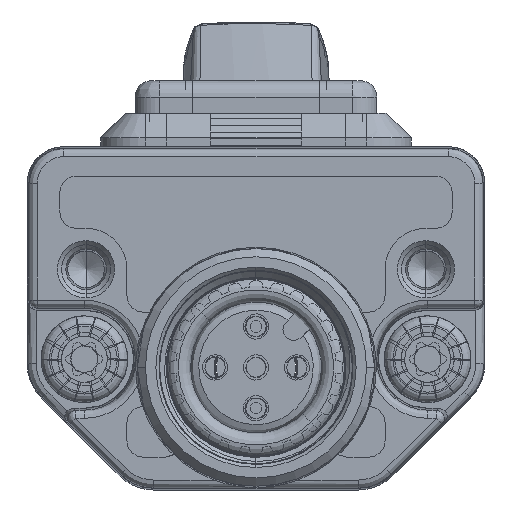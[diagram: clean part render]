
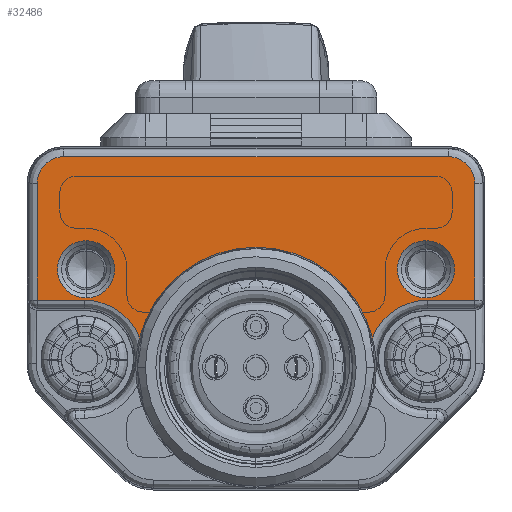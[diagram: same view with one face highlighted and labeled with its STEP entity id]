
A CAD part, left-side view. The second image highlights one B-rep face of the part: STEP entity #32486.
In plain terms, the highlighted face is planar.
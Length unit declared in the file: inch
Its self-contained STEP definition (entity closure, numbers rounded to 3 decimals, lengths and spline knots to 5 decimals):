
#27445=CARTESIAN_POINT('',(13.,13.5,10.3923));
#27446=DIRECTION('',(-1.,0.,0.));
#27447=DIRECTION('',(0.,1.,0.));
#27448=AXIS2_PLACEMENT_3D('',#27445,#27446,#27447);
#27450=CARTESIAN_POINT('',(13.,13.5,10.3923));
#27451=DIRECTION('',(-1.,0.,0.));
#27452=DIRECTION('',(0.,-1.,0.));
#27453=AXIS2_PLACEMENT_3D('',#27450,#27451,#27452);
#27455=CARTESIAN_POINT('',(13.,13.5,-10.3923));
#27456=DIRECTION('',(-1.,0.,0.));
#27457=DIRECTION('',(0.,-1.,0.));
#27458=AXIS2_PLACEMENT_3D('',#27455,#27456,#27457);
#27460=CARTESIAN_POINT('',(13.,13.5,-10.3923));
#27461=DIRECTION('',(-1.,0.,0.));
#27462=DIRECTION('',(0.,1.,0.));
#27463=AXIS2_PLACEMENT_3D('',#27460,#27461,#27462);
#27465=CARTESIAN_POINT('',(13.,8.,-10.5));
#27466=DIRECTION('',(-1.,0.,0.));
#27467=DIRECTION('',(0.,0.359,0.933));
#27468=AXIS2_PLACEMENT_3D('',#27465,#27466,#27467);
#27470=CARTESIAN_POINT('',(13.,7.5,0.));
#27471=DIRECTION('',(1.,0.,0.));
#27472=DIRECTION('',(0.,0.244,-0.97));
#27473=AXIS2_PLACEMENT_3D('',#27470,#27471,#27472);
#27475=CARTESIAN_POINT('',(13.,8.,10.5));
#27476=DIRECTION('',(-1.,0.,0.));
#27477=DIRECTION('',(0.,1.,0.));
#27478=AXIS2_PLACEMENT_3D('',#27475,#27476,#27477);
#27480=DIRECTION('',(0.,0.,-1.));
#27481=VECTOR('',#27480,2.8909);
#27482=CARTESIAN_POINT('',(13.,11.61353,13.3909));
#27483=LINE('',#27482,#27481);
#27484=DIRECTION('',(0.,-1.,0.));
#27485=VECTOR('',#27484,7.13647);
#27486=CARTESIAN_POINT('',(13.,18.75,13.3909));
#27487=LINE('',#27486,#27485);
#27488=CARTESIAN_POINT('',(13.,18.75,11.75));
#27489=DIRECTION('',(1.,0.,0.));
#27490=DIRECTION('',(0.,1.,0.));
#27491=AXIS2_PLACEMENT_3D('',#27488,#27489,#27490);
#27493=DIRECTION('',(0.,0.,1.));
#27494=VECTOR('',#27493,23.5);
#27495=CARTESIAN_POINT('',(13.,20.3909,-11.75));
#27496=LINE('',#27495,#27494);
#27497=CARTESIAN_POINT('',(13.,18.75,-11.75));
#27498=DIRECTION('',(1.,0.,0.));
#27499=DIRECTION('',(0.,0.,-1.));
#27500=AXIS2_PLACEMENT_3D('',#27497,#27498,#27499);
#27502=DIRECTION('',(0.,1.,0.));
#27503=VECTOR('',#27502,7.13647);
#27504=CARTESIAN_POINT('',(13.,11.61353,-13.3909));
#27505=LINE('',#27504,#27503);
#27506=DIRECTION('',(0.,0.,-1.));
#27507=VECTOR('',#27506,2.8909);
#27508=CARTESIAN_POINT('',(13.,11.61353,-10.5));
#27509=LINE('',#27508,#27507);
#27686=CARTESIAN_POINT('',(13.,9.29654,-7.1271));
#27754=CARTESIAN_POINT('',(13.,9.29654,7.12711));
#31764=VERTEX_POINT('',#27686);
#31765=VERTEX_POINT('',#27754);
#31830=CARTESIAN_POINT('',(13.,20.3909,11.75));
#31831=CARTESIAN_POINT('',(13.,18.75,13.3909));
#31832=VERTEX_POINT('',#31830);
#31833=VERTEX_POINT('',#31831);
#31838=CARTESIAN_POINT('',(13.,20.3909,-11.75));
#31839=VERTEX_POINT('',#31838);
#31842=CARTESIAN_POINT('',(13.,18.75,-13.3909));
#31843=VERTEX_POINT('',#31842);
#31870=CARTESIAN_POINT('',(13.,15.25,10.3923));
#31871=CARTESIAN_POINT('',(13.,11.75,10.3923));
#31872=VERTEX_POINT('',#31870);
#31873=VERTEX_POINT('',#31871);
#31874=CARTESIAN_POINT('',(13.,11.75,-10.3923));
#31875=CARTESIAN_POINT('',(13.,15.25,-10.3923));
#31876=VERTEX_POINT('',#31874);
#31877=VERTEX_POINT('',#31875);
#31878=CARTESIAN_POINT('',(13.,11.61353,-10.5));
#31879=VERTEX_POINT('',#31878);
#31880=CARTESIAN_POINT('',(13.,11.61353,-13.3909));
#31881=VERTEX_POINT('',#31880);
#31916=CARTESIAN_POINT('',(13.,11.61353,10.5));
#31917=VERTEX_POINT('',#31916);
#31918=CARTESIAN_POINT('',(13.,11.61353,13.3909));
#31919=VERTEX_POINT('',#31918);
#32447=CARTESIAN_POINT('',(13.,0.,0.));
#32448=DIRECTION('',(1.,0.,0.));
#32449=DIRECTION('',(0.,0.,-1.));
#32450=AXIS2_PLACEMENT_3D('',#32447,#32448,#32449);
#32451=PLANE('',#32450);
#32453=ORIENTED_EDGE('',*,*,#32452,.F.);
#32455=ORIENTED_EDGE('',*,*,#32454,.T.);
#32457=ORIENTED_EDGE('',*,*,#32456,.F.);
#32459=ORIENTED_EDGE('',*,*,#32458,.F.);
#32461=ORIENTED_EDGE('',*,*,#32460,.F.);
#32463=ORIENTED_EDGE('',*,*,#32462,.F.);
#32465=ORIENTED_EDGE('',*,*,#32464,.F.);
#32467=ORIENTED_EDGE('',*,*,#32466,.F.);
#32469=ORIENTED_EDGE('',*,*,#32468,.F.);
#32471=ORIENTED_EDGE('',*,*,#32470,.F.);
#32472=EDGE_LOOP('',(#32453,#32455,#32457,#32459,#32461,#32463,#32465,#32467,
#32469,#32471));
#32473=FACE_OUTER_BOUND('',#32472,.F.);
#32475=ORIENTED_EDGE('',*,*,#32474,.F.);
#32477=ORIENTED_EDGE('',*,*,#32476,.F.);
#32478=EDGE_LOOP('',(#32475,#32477));
#32479=FACE_BOUND('',#32478,.F.);
#32481=ORIENTED_EDGE('',*,*,#32480,.F.);
#32483=ORIENTED_EDGE('',*,*,#32482,.F.);
#32484=EDGE_LOOP('',(#32481,#32483));
#32485=FACE_BOUND('',#32484,.F.);
#32486=ADVANCED_FACE('',(#32473,#32479,#32485),#32451,.T.);
#27449=CIRCLE('',#27448,1.75);
#27454=CIRCLE('',#27453,1.75);
#27459=CIRCLE('',#27458,1.75);
#27464=CIRCLE('',#27463,1.75);
#27469=CIRCLE('',#27468,3.61353);
#27474=CIRCLE('',#27473,7.35);
#27479=CIRCLE('',#27478,3.61353);
#27492=CIRCLE('',#27491,1.6409);
#27501=CIRCLE('',#27500,1.6409);
#32452=EDGE_CURVE('',#31764,#31879,#27469,.T.);
#32454=EDGE_CURVE('',#31764,#31765,#27474,.T.);
#32456=EDGE_CURVE('',#31917,#31765,#27479,.T.);
#32458=EDGE_CURVE('',#31919,#31917,#27483,.T.);
#32460=EDGE_CURVE('',#31833,#31919,#27487,.T.);
#32462=EDGE_CURVE('',#31832,#31833,#27492,.T.);
#32464=EDGE_CURVE('',#31839,#31832,#27496,.T.);
#32466=EDGE_CURVE('',#31843,#31839,#27501,.T.);
#32468=EDGE_CURVE('',#31881,#31843,#27505,.T.);
#32470=EDGE_CURVE('',#31879,#31881,#27509,.T.);
#32474=EDGE_CURVE('',#31872,#31873,#27449,.T.);
#32476=EDGE_CURVE('',#31873,#31872,#27454,.T.);
#32480=EDGE_CURVE('',#31876,#31877,#27459,.T.);
#32482=EDGE_CURVE('',#31877,#31876,#27464,.T.);
